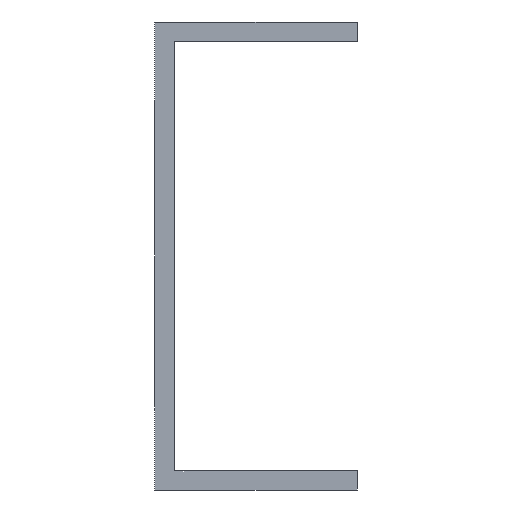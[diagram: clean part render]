
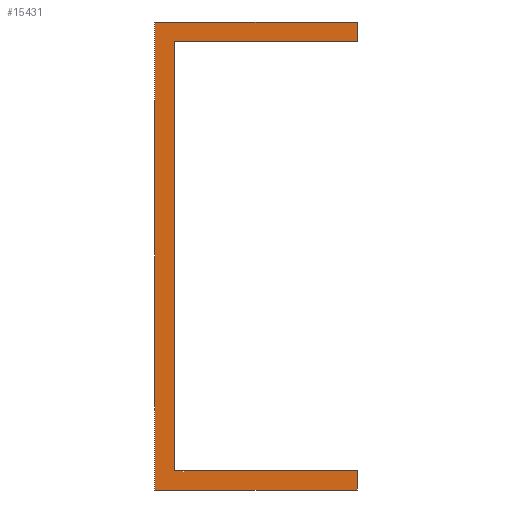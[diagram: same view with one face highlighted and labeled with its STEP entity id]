
A CAD part, front view. The second image highlights one B-rep face of the part: STEP entity #15431.
In plain terms, the highlighted planar face has unit normal (0, -1, 0).
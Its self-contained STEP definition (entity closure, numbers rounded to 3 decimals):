
#946 = LINE ( 'NONE', #16596, #13190 ) ;
#1230 = DIRECTION ( 'NONE',  ( 1., 0., 0. ) ) ;
#1470 = EDGE_LOOP ( 'NONE', ( #22541, #24705, #26162, #15396, #23639, #12862, #8172, #10346 ) ) ;
#1487 = VECTOR ( 'NONE', #11958, 1000. ) ;
#1684 = VERTEX_POINT ( 'NONE', #13093 ) ;
#2196 = VERTEX_POINT ( 'NONE', #10145 ) ;
#3072 = EDGE_CURVE ( 'NONE', #12143, #1684, #18195, .T. ) ;
#3335 = EDGE_CURVE ( 'NONE', #3859, #12907, #29344, .T. ) ;
#3859 = VERTEX_POINT ( 'NONE', #25169 ) ;
#5141 = DIRECTION ( 'NONE',  ( 0., 0., 1. ) ) ;
#5581 = DIRECTION ( 'NONE',  ( -1., 0., 0. ) ) ;
#5995 = VECTOR ( 'NONE', #20657, 1000. ) ;
#7901 = CARTESIAN_POINT ( 'NONE',  ( 0., 0., -27.5 ) ) ;
#8172 = ORIENTED_EDGE ( 'NONE', *, *, #3072, .F. ) ;
#8774 = AXIS2_PLACEMENT_3D ( 'NONE', #18228, #29827, #16027 ) ;
#9015 = VECTOR ( 'NONE', #5141, 1000. ) ;
#9106 = CARTESIAN_POINT ( 'NONE',  ( 26., 0., -30. ) ) ;
#9639 = CARTESIAN_POINT ( 'NONE',  ( 26., 0., 27.5 ) ) ;
#9731 = LINE ( 'NONE', #25729, #9015 ) ;
#10145 = CARTESIAN_POINT ( 'NONE',  ( 26., 0., 27.5 ) ) ;
#10346 = ORIENTED_EDGE ( 'NONE', *, *, #18306, .T. ) ;
#10436 = EDGE_CURVE ( 'NONE', #27518, #28397, #25601, .T. ) ;
#10968 = CARTESIAN_POINT ( 'NONE',  ( 2.5, 0., 30. ) ) ;
#10977 = EDGE_CURVE ( 'NONE', #1684, #27518, #9731, .T. ) ;
#11417 = CARTESIAN_POINT ( 'NONE',  ( 0., 0., -30. ) ) ;
#11716 = VECTOR ( 'NONE', #5581, 1000. ) ;
#11958 = DIRECTION ( 'NONE',  ( 0., 0., 1. ) ) ;
#12143 = VERTEX_POINT ( 'NONE', #9106 ) ;
#12208 = VERTEX_POINT ( 'NONE', #27724 ) ;
#12721 = CARTESIAN_POINT ( 'NONE',  ( 0., 0., 30. ) ) ;
#12862 = ORIENTED_EDGE ( 'NONE', *, *, #10977, .F. ) ;
#12907 = VERTEX_POINT ( 'NONE', #13273 ) ;
#13093 = CARTESIAN_POINT ( 'NONE',  ( 0., 0., -30. ) ) ;
#13190 = VECTOR ( 'NONE', #21219, 1000. ) ;
#13273 = CARTESIAN_POINT ( 'NONE',  ( 2.5, 0., -27.5 ) ) ;
#13380 = VECTOR ( 'NONE', #1230, 1000. ) ;
#13566 = LINE ( 'NONE', #10968, #19682 ) ;
#13737 = PLANE ( 'NONE',  #8774 ) ;
#13738 = LINE ( 'NONE', #9639, #1487 ) ;
#14344 = VECTOR ( 'NONE', #16145, 1000. ) ;
#14787 = CARTESIAN_POINT ( 'NONE',  ( 26., 0., 30. ) ) ;
#15396 = ORIENTED_EDGE ( 'NONE', *, *, #23425, .T. ) ;
#15431 = ADVANCED_FACE ( 'NONE', ( #19459 ), #13737, .T. ) ;
#16027 = DIRECTION ( 'NONE',  ( -1., 0., 0. ) ) ;
#16145 = DIRECTION ( 'NONE',  ( 1., 0., 0. ) ) ;
#16596 = CARTESIAN_POINT ( 'NONE',  ( 26., 0., -30. ) ) ;
#17617 = EDGE_CURVE ( 'NONE', #12208, #2196, #26563, .T. ) ;
#18049 = EDGE_CURVE ( 'NONE', #12907, #12208, #13566, .T. ) ;
#18195 = LINE ( 'NONE', #11417, #5995 ) ;
#18228 = CARTESIAN_POINT ( 'NONE',  ( 2.5, 0., -27.5 ) ) ;
#18306 = EDGE_CURVE ( 'NONE', #12143, #3859, #946, .T. ) ;
#19459 = FACE_OUTER_BOUND ( 'NONE', #1470, .T. ) ;
#19682 = VECTOR ( 'NONE', #27067, 1000. ) ;
#20657 = DIRECTION ( 'NONE',  ( -1., 0., 0. ) ) ;
#21219 = DIRECTION ( 'NONE',  ( 0., 0., 1. ) ) ;
#21524 = CARTESIAN_POINT ( 'NONE',  ( 0., 0., 30. ) ) ;
#22541 = ORIENTED_EDGE ( 'NONE', *, *, #3335, .T. ) ;
#23425 = EDGE_CURVE ( 'NONE', #2196, #28397, #13738, .T. ) ;
#23639 = ORIENTED_EDGE ( 'NONE', *, *, #10436, .F. ) ;
#24705 = ORIENTED_EDGE ( 'NONE', *, *, #18049, .T. ) ;
#25169 = CARTESIAN_POINT ( 'NONE',  ( 26., 0., -27.5 ) ) ;
#25601 = LINE ( 'NONE', #12721, #13380 ) ;
#25729 = CARTESIAN_POINT ( 'NONE',  ( 0., 0., 30. ) ) ;
#26162 = ORIENTED_EDGE ( 'NONE', *, *, #17617, .T. ) ;
#26563 = LINE ( 'NONE', #27586, #14344 ) ;
#27067 = DIRECTION ( 'NONE',  ( 0., 0., 1. ) ) ;
#27518 = VERTEX_POINT ( 'NONE', #21524 ) ;
#27586 = CARTESIAN_POINT ( 'NONE',  ( 0., 0., 27.5 ) ) ;
#27724 = CARTESIAN_POINT ( 'NONE',  ( 2.5, 0., 27.5 ) ) ;
#28397 = VERTEX_POINT ( 'NONE', #14787 ) ;
#29344 = LINE ( 'NONE', #7901, #11716 ) ;
#29827 = DIRECTION ( 'NONE',  ( 0., -1., 0. ) ) ;
